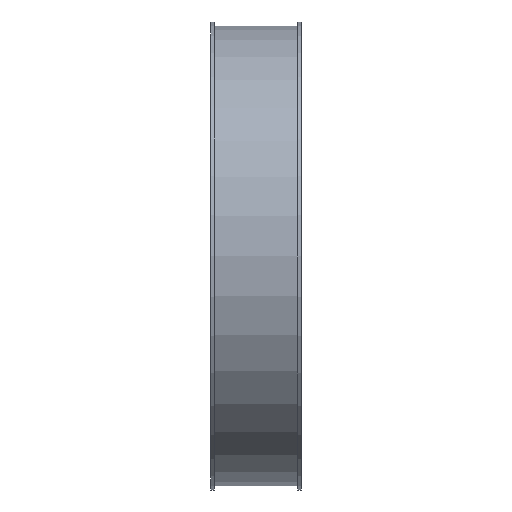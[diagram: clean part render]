
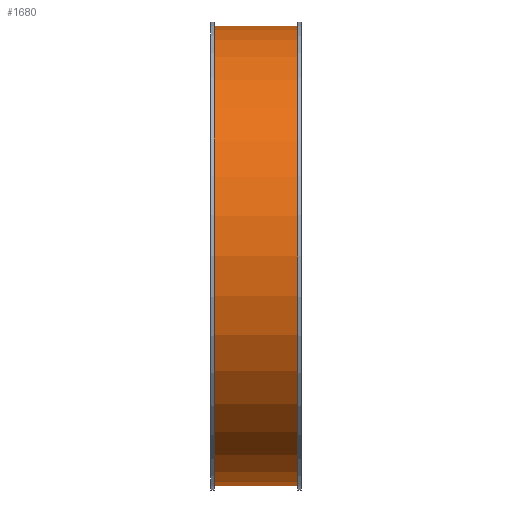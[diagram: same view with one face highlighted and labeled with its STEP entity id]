
A CAD part, left-side view. The second image highlights one B-rep face of the part: STEP entity #1680.
In plain terms, the highlighted cylindrical face has radius 71.12 mm (diameter 142.24 mm), a partial arc.
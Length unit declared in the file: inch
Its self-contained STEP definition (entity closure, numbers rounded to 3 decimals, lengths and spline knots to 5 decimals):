
#35 = EDGE_CURVE ( 'NONE', #3443, #3399, #2299, .T. ) ;
#37 = EDGE_CURVE ( 'NONE', #3431, #3359, #2309, .T. ) ;
#571 = CARTESIAN_POINT ( 'NONE',  ( 0., 0., 2.8 ) ) ;
#572 = DIRECTION ( 'NONE',  ( 0., -1., 0. ) ) ;
#577 = CARTESIAN_POINT ( 'NONE',  ( 0., 0., -2.8 ) ) ;
#578 = DIRECTION ( 'NONE',  ( 0., -1., 0. ) ) ;
#1680 = ADVANCED_FACE ( 'NONE', ( #5308 ), #5329, .T. ) ;
#2299 = LINE ( 'NONE', #571, #2310 ) ;
#2309 = LINE ( 'NONE', #577, #2314 ) ;
#2310 = VECTOR ( 'NONE', #572, 39.37008 ) ;
#2314 = VECTOR ( 'NONE', #578, 39.37008 ) ;
#3000 = EDGE_LOOP ( 'NONE', ( #7296, #7295, #7294, #7293 ) ) ;
#3113 = EDGE_CURVE ( 'NONE', #3443, #3431, #5539, .T. ) ;
#3118 = EDGE_CURVE ( 'NONE', #3399, #3359, #5546, .T. ) ;
#3359 = VERTEX_POINT ( 'NONE', #6889 ) ;
#3399 = VERTEX_POINT ( 'NONE', #6929 ) ;
#3431 = VERTEX_POINT ( 'NONE', #6961 ) ;
#3443 = VERTEX_POINT ( 'NONE', #6973 ) ;
#4929 = CARTESIAN_POINT ( 'NONE',  ( 0., 0., 0. ) ) ;
#4932 = DIRECTION ( 'NONE',  ( 0., -1., 0. ) ) ;
#4933 = DIRECTION ( 'NONE',  ( 0., 0., -1. ) ) ;
#5117 = AXIS2_PLACEMENT_3D ( 'NONE', #4929, #4932, #4933 ) ;
#5174 = AXIS2_PLACEMENT_3D ( 'NONE', #6194, #6201, #6202 ) ;
#5237 = AXIS2_PLACEMENT_3D ( 'NONE', #6208, #6216, #6217 ) ;
#5308 = FACE_OUTER_BOUND ( 'NONE', #3000, .T. ) ;
#5329 = CYLINDRICAL_SURFACE ( 'NONE', #5117, 2.8 ) ;
#5539 = CIRCLE ( 'NONE', #5174, 2.8 ) ;
#5546 = CIRCLE ( 'NONE', #5237, 2.8 ) ;
#6194 = CARTESIAN_POINT ( 'NONE',  ( 0., 1.06, 0. ) ) ;
#6201 = DIRECTION ( 'NONE',  ( 0., -1., 0. ) ) ;
#6202 = DIRECTION ( 'NONE',  ( 0., 0., -1. ) ) ;
#6208 = CARTESIAN_POINT ( 'NONE',  ( 0., 0.04, 0. ) ) ;
#6216 = DIRECTION ( 'NONE',  ( 0., -1., 0. ) ) ;
#6217 = DIRECTION ( 'NONE',  ( 0., 0., -1. ) ) ;
#6889 = CARTESIAN_POINT ( 'NONE',  ( 0., 0.04, -2.8 ) ) ;
#6929 = CARTESIAN_POINT ( 'NONE',  ( 0., 0.04, 2.8 ) ) ;
#6961 = CARTESIAN_POINT ( 'NONE',  ( 0., 1.06, -2.8 ) ) ;
#6973 = CARTESIAN_POINT ( 'NONE',  ( 0., 1.06, 2.8 ) ) ;
#7293 = ORIENTED_EDGE ( 'NONE', *, *, #3118, .F. ) ;
#7294 = ORIENTED_EDGE ( 'NONE', *, *, #37, .T. ) ;
#7295 = ORIENTED_EDGE ( 'NONE', *, *, #3113, .T. ) ;
#7296 = ORIENTED_EDGE ( 'NONE', *, *, #35, .F. ) ;
